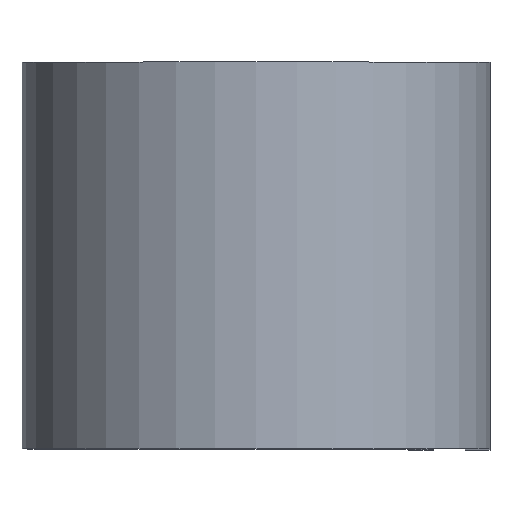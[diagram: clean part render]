
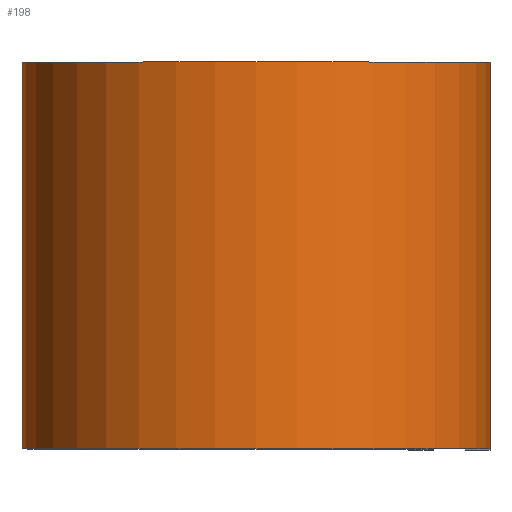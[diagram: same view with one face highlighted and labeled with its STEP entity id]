
A CAD part, top view. The second image highlights one B-rep face of the part: STEP entity #198.
In plain terms, the highlighted cylindrical face has radius 11.532 mm (diameter 23.063 mm), a partial arc.
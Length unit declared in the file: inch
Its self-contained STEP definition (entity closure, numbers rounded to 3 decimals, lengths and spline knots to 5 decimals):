
#4 = CARTESIAN_POINT ( 'NONE',  ( 0.454, -0.375, 0. ) ) ;
#16 = CARTESIAN_POINT ( 'NONE',  ( 0.454, 0.375, 0. ) ) ;
#20 = VECTOR ( 'NONE', #555, 39.37008 ) ;
#34 = EDGE_CURVE ( 'NONE', #230, #722, #408, .T. ) ;
#85 = EDGE_LOOP ( 'NONE', ( #645, #293, #616, #681 ) ) ;
#102 = CYLINDRICAL_SURFACE ( 'NONE', #255, 0.454 ) ;
#123 = AXIS2_PLACEMENT_3D ( 'NONE', #265, #160, #381 ) ;
#160 = DIRECTION ( 'NONE',  ( 0., 1., 0. ) ) ;
#174 = EDGE_CURVE ( 'NONE', #469, #722, #567, .T. ) ;
#189 = CIRCLE ( 'NONE', #123, 0.454 ) ;
#198 = ADVANCED_FACE ( 'NONE', ( #530 ), #102, .T. ) ;
#220 = CARTESIAN_POINT ( 'NONE',  ( 0., -0.375, 0. ) ) ;
#230 = VERTEX_POINT ( 'NONE', #539 ) ;
#255 = AXIS2_PLACEMENT_3D ( 'NONE', #344, #290, #335 ) ;
#265 = CARTESIAN_POINT ( 'NONE',  ( 0., 0.375, 0. ) ) ;
#269 = DIRECTION ( 'NONE',  ( 0., 1., 0. ) ) ;
#271 = DIRECTION ( 'NONE',  ( 1., 0., 0. ) ) ;
#290 = DIRECTION ( 'NONE',  ( 0., -1., 0. ) ) ;
#293 = ORIENTED_EDGE ( 'NONE', *, *, #34, .F. ) ;
#325 = LINE ( 'NONE', #413, #20 ) ;
#335 = DIRECTION ( 'NONE',  ( 0., 0., -1. ) ) ;
#344 = CARTESIAN_POINT ( 'NONE',  ( 0., 0.375, 0. ) ) ;
#381 = DIRECTION ( 'NONE',  ( 1., 0., 0. ) ) ;
#408 = LINE ( 'NONE', #16, #721 ) ;
#413 = CARTESIAN_POINT ( 'NONE',  ( 0., 0.375, -0.454 ) ) ;
#423 = CARTESIAN_POINT ( 'NONE',  ( 0., -0.375, -0.454 ) ) ;
#469 = VERTEX_POINT ( 'NONE', #423 ) ;
#530 = FACE_OUTER_BOUND ( 'NONE', #85, .T. ) ;
#539 = CARTESIAN_POINT ( 'NONE',  ( 0.454, 0.375, 0. ) ) ;
#555 = DIRECTION ( 'NONE',  ( 0., -1., 0. ) ) ;
#567 = CIRCLE ( 'NONE', #728, 0.454 ) ;
#616 = ORIENTED_EDGE ( 'NONE', *, *, #668, .F. ) ;
#628 = DIRECTION ( 'NONE',  ( 0., -1., 0. ) ) ;
#637 = VERTEX_POINT ( 'NONE', #662 ) ;
#645 = ORIENTED_EDGE ( 'NONE', *, *, #174, .T. ) ;
#662 = CARTESIAN_POINT ( 'NONE',  ( 0., 0.375, -0.454 ) ) ;
#668 = EDGE_CURVE ( 'NONE', #637, #230, #189, .T. ) ;
#681 = ORIENTED_EDGE ( 'NONE', *, *, #703, .T. ) ;
#703 = EDGE_CURVE ( 'NONE', #637, #469, #325, .T. ) ;
#721 = VECTOR ( 'NONE', #628, 39.37008 ) ;
#722 = VERTEX_POINT ( 'NONE', #4 ) ;
#728 = AXIS2_PLACEMENT_3D ( 'NONE', #220, #269, #271 ) ;
